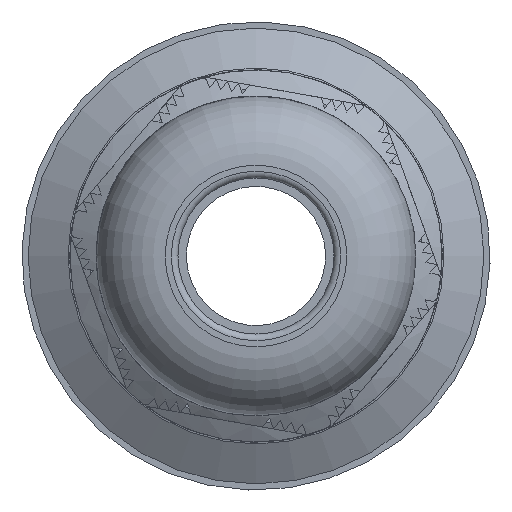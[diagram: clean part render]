
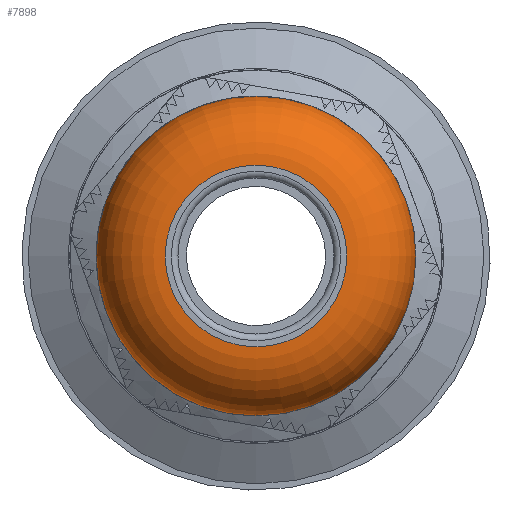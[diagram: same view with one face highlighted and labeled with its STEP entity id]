
A CAD part, left-side view. The second image highlights one B-rep face of the part: STEP entity #7898.
In plain terms, the highlighted toroidal (fillet/blend) face has major radius 4.075 mm and minor radius 3.1 mm.
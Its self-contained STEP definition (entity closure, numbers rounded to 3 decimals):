
#263=TOROIDAL_SURFACE('',#8631,4.075,3.1);
#311=FACE_BOUND('',#2653,.T.);
#2165=FACE_OUTER_BOUND('',#2652,.T.);
#2652=EDGE_LOOP('',(#7209));
#2653=EDGE_LOOP('',(#7210));
#3151=CIRCLE('',#8523,4.075);
#3157=CIRCLE('',#8632,7.175);
#3791=VERTEX_POINT('',#18660);
#3886=VERTEX_POINT('',#19512);
#4811=EDGE_CURVE('',#3791,#3791,#3151,.T.);
#5007=EDGE_CURVE('',#3886,#3886,#3157,.T.);
#7209=ORIENTED_EDGE('',*,*,#5007,.F.);
#7210=ORIENTED_EDGE('',*,*,#4811,.T.);
#7898=ADVANCED_FACE('',(#2165,#311),#263,.T.);
#8523=AXIS2_PLACEMENT_3D('',#18661,#10107,#10108);
#8631=AXIS2_PLACEMENT_3D('',#19511,#10420,#10421);
#8632=AXIS2_PLACEMENT_3D('',#19513,#10422,#10423);
#10107=DIRECTION('center_axis',(1.,0.,0.));
#10108=DIRECTION('ref_axis',(0.,0.,-1.));
#10420=DIRECTION('center_axis',(1.,0.,0.));
#10421=DIRECTION('ref_axis',(0.,0.,-1.));
#10422=DIRECTION('center_axis',(1.,0.,0.));
#10423=DIRECTION('ref_axis',(0.,0.,-1.));
#18660=CARTESIAN_POINT('',(-13.93,4.075,0.));
#18661=CARTESIAN_POINT('Origin',(-13.93,0.,0.));
#19511=CARTESIAN_POINT('Origin',(-10.83,0.,0.));
#19512=CARTESIAN_POINT('',(-10.83,7.175,0.));
#19513=CARTESIAN_POINT('Origin',(-10.83,0.,0.));
